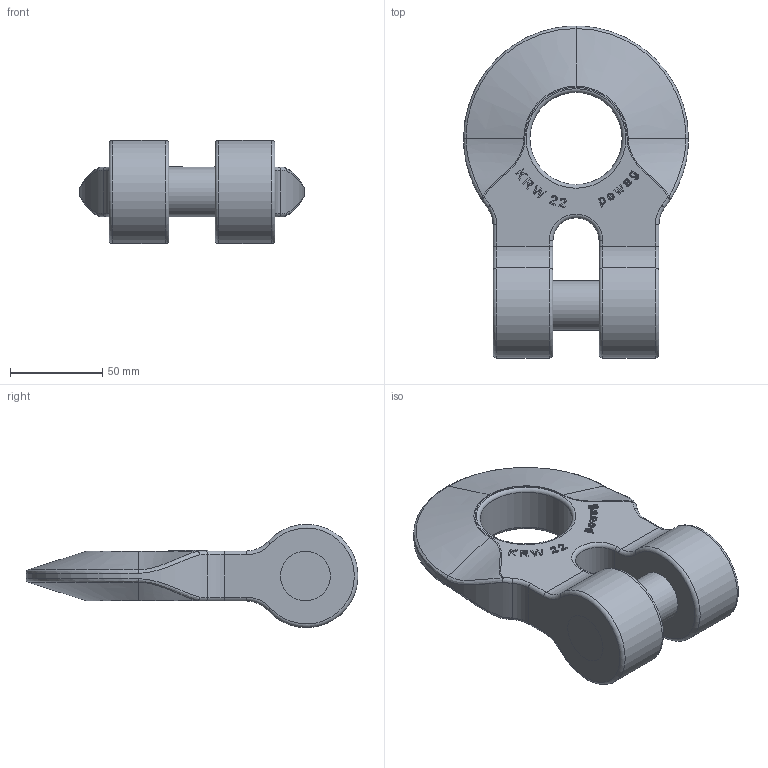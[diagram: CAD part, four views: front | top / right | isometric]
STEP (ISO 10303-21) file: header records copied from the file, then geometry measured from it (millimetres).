
FILE_DESCRIPTION(/* description */ (''),/* implementation_level */ '2;1');
FILE_NAME(/* name */ 'pewag_KRW_22',/* time_stamp */ '2010-02-02T09:04:04+01:00',/* author */ (''),/* organization */ (''),/* preprocessor_version */ 'ST-DEVELOPER v9',/* originating_system */ 'UGS - NX 4.0',/* authorisation */ '');
FILE_SCHEMA (('AUTOMOTIVE_DESIGN { 1 0 10303 214 1 1 1 1 }'));
Length unit declared in the file: millimetre
Products named in the file (1): rit421479ne
Bounding box: 122 x 180 x 55.98 mm (x, y, z)
Volume: 381983.2 mm3; surface area: 61154.7 mm2
Topology: 2 solids, 2 shells, 269 faces, 700 edges, 446 vertices
Faces by surface type: extrusion 99, plane 96, bspline 24, torus 24, cylinder 22, sphere 4
Full cylindrical faces by diameter (mm): 27 x3, 50 x1
Entity records: 10216 total; most frequent: CARTESIAN_POINT 4276, ORIENTED_EDGE 1380, DIRECTION 864, EDGE_CURVE 690, VERTEX_POINT 446, B_SPLINE_CURVE_WITH_KNOTS 416, VECTOR 374, EDGE_LOOP 296
